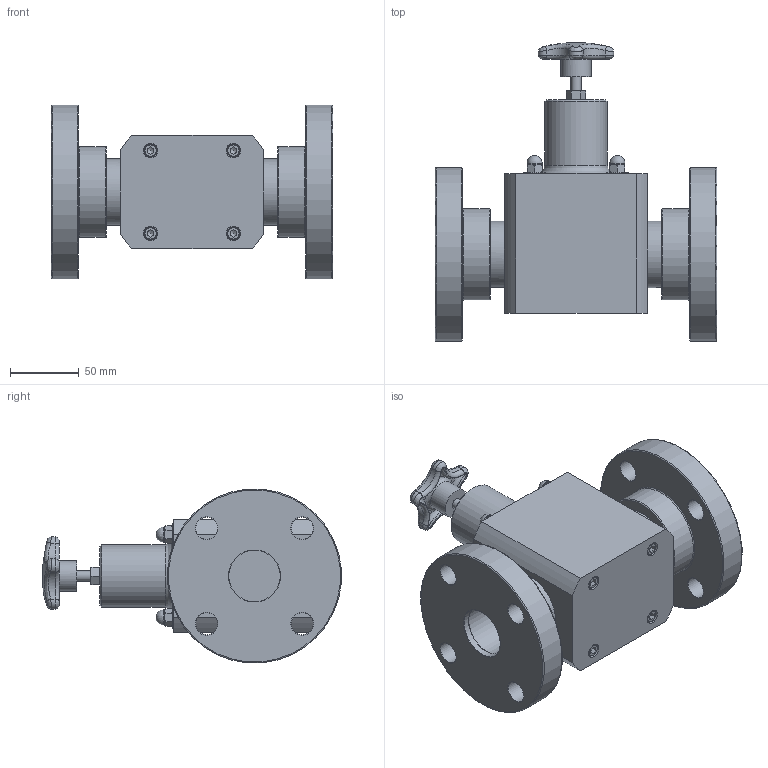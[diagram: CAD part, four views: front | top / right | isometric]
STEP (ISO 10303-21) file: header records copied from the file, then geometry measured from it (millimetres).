
FILE_DESCRIPTION((''),'2;1');
FILE_NAME('TVBF20-PVC_R0.stp','2017-07-25T10:05:27',('salesdesk5'),(''),'Autodesk Inventor 2009','Autodesk Inventor 2009','');
FILE_SCHEMA(('AUTOMOTIVE_DESIGN { 1 0 10303 214 1 1 1 1 }'));
Length unit declared in the file: inch
Products named in the file (1): TVBF20-PVC_R0
Bounding box: 205.23 x 217.55 x 126.52 mm (x, y, z)
Volume: 1454295.6 mm3; surface area: 180964.8 mm2
Topology: 1 solids, 5 shells, 393 faces, 897 edges, 543 vertices
Faces by surface type: plane 152, bspline 107, cylinder 61, torus 41, sphere 17, cone 15
Full cylindrical faces by diameter (mm): 4.445 x4, 7.442 x1, 9.525 x4, 10.998 x4, 15.875 x4, 16.002 x8, 22.098 x1, 37.49 x2, 38.1 x2, 45.72 x1, 48.26 x2, 66.548 x2, 127 x2
Entity records: 15013 total; most frequent: CARTESIAN_POINT 6765, ORIENTED_EDGE 1578, DIRECTION 1548, EDGE_CURVE 789, AXIS2_PLACEMENT_3D 671, EDGE_LOOP 537, VERTEX_POINT 534, FACE_OUTER_BOUND 393
